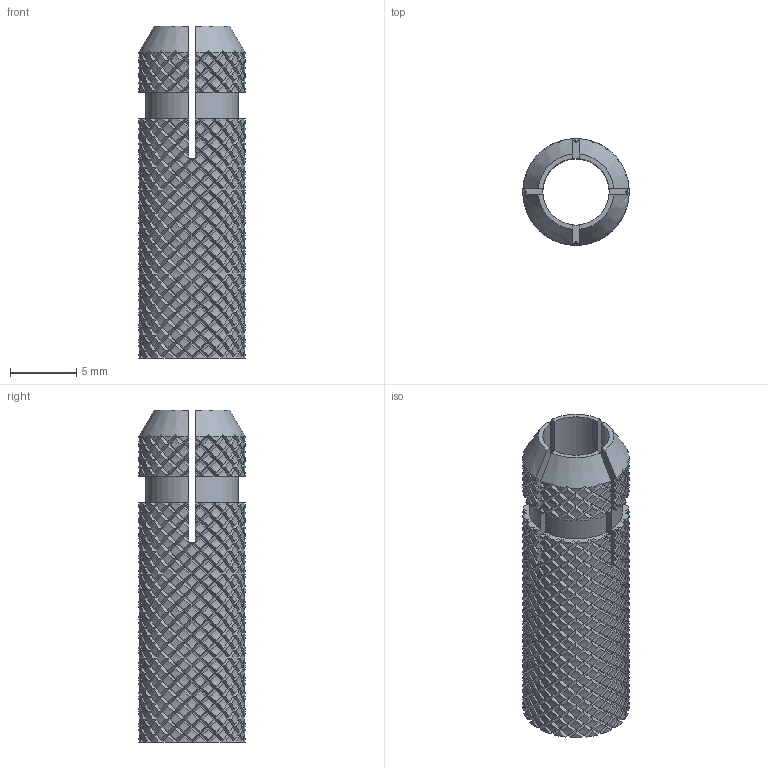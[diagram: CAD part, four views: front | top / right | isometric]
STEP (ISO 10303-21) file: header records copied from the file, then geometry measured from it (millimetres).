
FILE_DESCRIPTION (( 'STEP AP203' ), '1' );
FILE_NAME ('CLP1M-AL-6 Àíêåð ëàòóííûé çàáèâíîé Ì6.STEP', '2016-02-16T07:29:49', ( '' ), ( '' ), 'SwSTEP 2.0', 'SolidWorks 2014', '' );
FILE_SCHEMA (( 'CONFIG_CONTROL_DESIGN' ));
Products named in the file (1): CLP1M-AL-6 Àíêåð ëàòóííûé çàáèâíîé Ì6
Bounding box: 8 x 8 x 25 mm (x, y, z)
Volume: 646.3 mm3; surface area: 1529.2 mm2
Topology: 1 solids, 1 shells, 3898 faces, 8113 edges, 4216 vertices
Faces by surface type: bspline 3056, cylinder 810, plane 25, cone 7
Full cylindrical faces by diameter (mm): 5 x2
Entity records: 517889 total; most frequent: CARTESIAN_POINT 470603, ORIENTED_EDGE 16210, EDGE_CURVE 8105, VERTEX_POINT 4213, EDGE_LOOP 3904, FACE_OUTER_BOUND 3900, ADVANCED_FACE 3898, B_SPLINE_CURVE_WITH_KNOTS 2480
